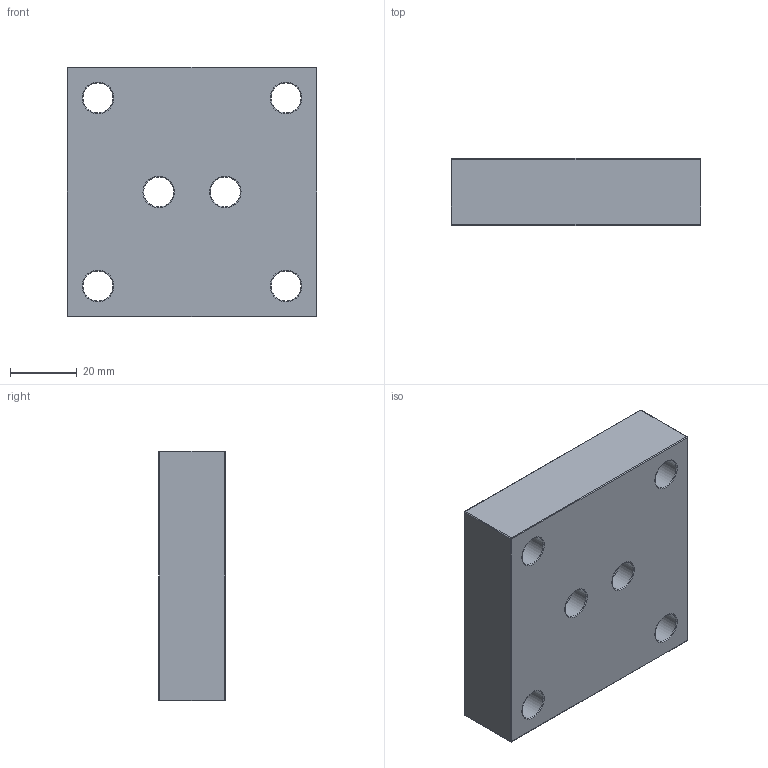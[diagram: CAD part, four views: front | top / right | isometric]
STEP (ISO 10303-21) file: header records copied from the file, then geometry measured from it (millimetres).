
FILE_DESCRIPTION (( 'STEP AP214' ), '1' );
FILE_NAME ('50Ø Baseplate.STEP', '2019-06-05T14:56:18', ( '' ), ( '' ), 'SwSTEP 2.0', 'SolidWorks 2014', '' );
FILE_SCHEMA (( 'AUTOMOTIVE_DESIGN' ));
Length unit declared in the file: millimetre
Products named in the file (1): 50ﾘ Baseplate
Bounding box: 75 x 20 x 75 mm (x, y, z)
Volume: 96256.6 mm3; surface area: 21200.9 mm2
Topology: 1 solids, 1 shells, 54 faces, 122 edges, 68 vertices
Faces by surface type: cylinder 24, plane 12, torus 10, sphere 8
Full cylindrical faces by diameter (mm): 9 x6, 15 x6
Entity records: 1302 total; most frequent: DIRECTION 250, CARTESIAN_POINT 195, ORIENTED_EDGE 164, AXIS2_PLACEMENT_3D 113, EDGE_LOOP 94, EDGE_CURVE 82, FACE_OUTER_BOUND 76, VERTEX_POINT 58
